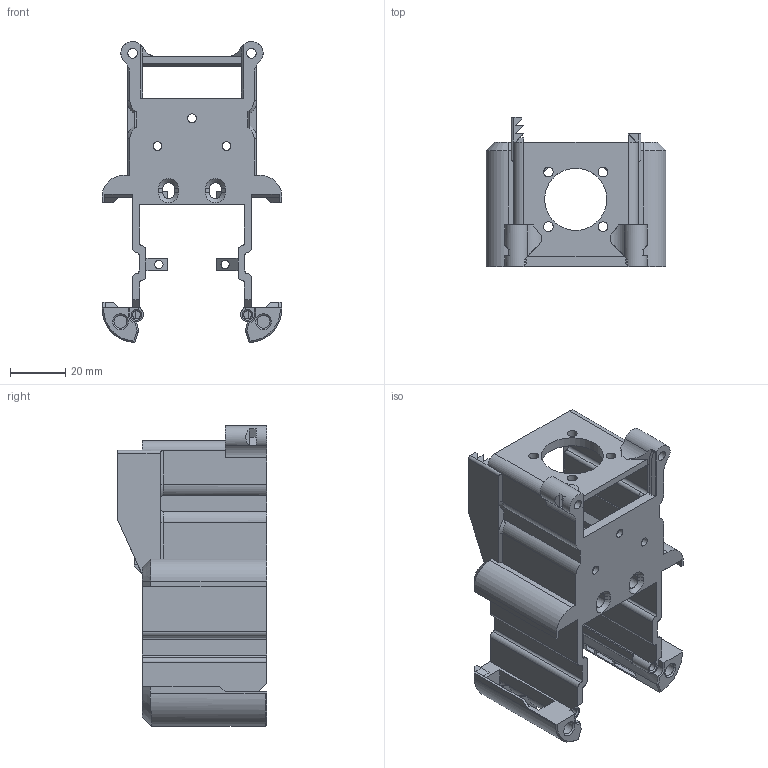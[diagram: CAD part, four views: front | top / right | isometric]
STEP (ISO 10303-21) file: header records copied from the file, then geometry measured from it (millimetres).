
FILE_DESCRIPTION(/* description */ (''),/* implementation_level */ '2;1');
FILE_NAME(/* name */ 'Pellet Burner body.step',/* time_stamp */ '2025-04-03T01:20:12-07:00',/* author */ (''),/* organization */ (''),/* preprocessor_version */ 'ST-DEVELOPER v20.1',/* originating_system */ 'Autodesk Translation Framework v14.4.0.0',/* authorisation */ '');
FILE_SCHEMA (('AUTOMOTIVE_DESIGN { 1 0 10303 214 3 1 1 }'));
Length unit declared in the file: millimetre
Products named in the file (7): Pellet Burner; Toolhead; Ducts; Duct_Left; Standard (1); Duct_Right; Standard
Assembly tree (6 placements, depth 5):
  Pellet Burner
    Toolhead
      Ducts
        Duct_Left
          Standard (1)
        Duct_Right
          Standard
Bounding box: 65.2 x 54 x 108.99 mm (x, y, z)
Volume: 54940 mm3; surface area: 38549.4 mm2
Topology: 3 solids, 3 shells, 421 faces, 1186 edges, 763 vertices
Faces by surface type: plane 265, cylinder 118, cone 32, torus 4, bspline 2
Full cylindrical faces by diameter (mm): 2.9 x2, 3 x4, 3.2 x2, 3.25 x1, 3.5 x8, 4.7 x2, 5.2 x2, 22.5 x1
Entity records: 14099 total; most frequent: CARTESIAN_POINT 2766, ORIENTED_EDGE 2368, DIRECTION 2304, EDGE_CURVE 1184, LINE 822, VECTOR 822, VERTEX_POINT 763, AXIS2_PLACEMENT_3D 741
